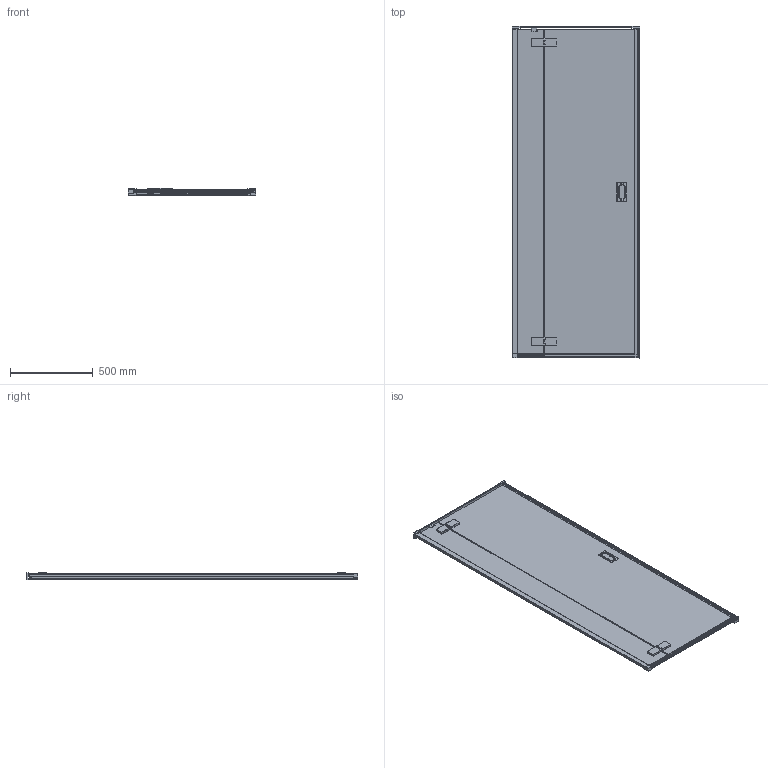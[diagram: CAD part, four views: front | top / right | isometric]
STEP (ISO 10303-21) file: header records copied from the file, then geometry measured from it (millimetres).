
FILE_DESCRIPTION (( 'STEP AP214' ), '1' );
FILE_NAME ('CGM80X.STEP', '2020-04-22T02:12:23', ( '' ), ( '' ), 'SwSTEP 2.0', 'SolidWorks 2016', '' );
FILE_SCHEMA (( 'AUTOMOTIVE_DESIGN' ));
Products named in the file (1): CGM80X
Bounding box: 770 x 2001.3 x 42.77 mm (x, y, z)
Volume: 4873.1 mm3
Topology: 10 solids, 20 shells, 1440 faces, 3808 edges, 2374 vertices
Faces by surface type: cylinder 529, plane 468, bspline 351, cone 84, torus 8
Full cylindrical faces by diameter (mm): 3 x1
Entity records: 68395 total; most frequent: CARTESIAN_POINT 35693, ORIENTED_EDGE 7532, DIRECTION 5976, EDGE_CURVE 3767, VERTEX_POINT 2366, AXIS2_PLACEMENT_3D 2162, VECTOR 1652, LINE 1651
